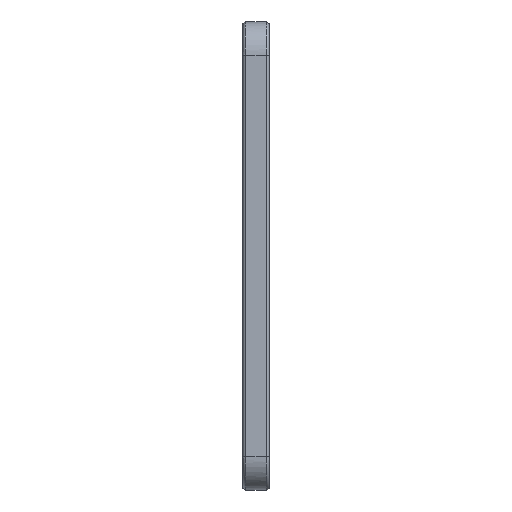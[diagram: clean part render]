
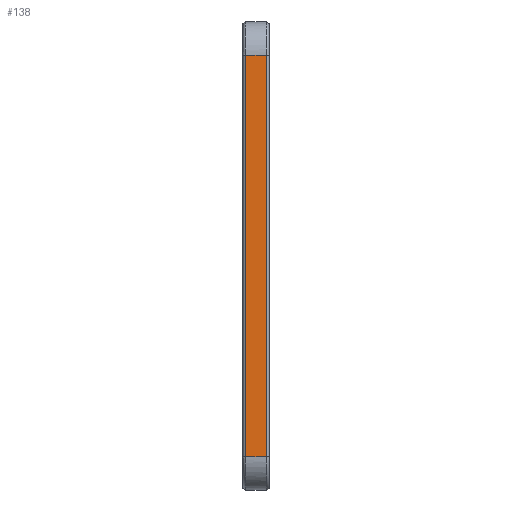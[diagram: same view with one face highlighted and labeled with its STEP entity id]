
A CAD part, left-side view. The second image highlights one B-rep face of the part: STEP entity #138.
In plain terms, the highlighted free-form (B-spline) face has degree [1, 1] with [2, 2] control points.
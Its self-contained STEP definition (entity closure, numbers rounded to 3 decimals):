
#67 = CARTESIAN_POINT ( 'NONE',  ( 0., 3.5, -5. ) ) ;
#109 = CARTESIAN_POINT ( 'NONE',  ( 0., 0.5, -5. ) ) ;
#138 = ADVANCED_FACE ( 'NONE', ( #2604 ), #3057, .T. ) ;
#358 = B_SPLINE_CURVE_WITH_KNOTS ( 'NONE', 1,
 ( #4214, #67 ),
 .UNSPECIFIED., .F., .F.,
 ( 2, 2 ),
 ( -1.248, 4.743 ),
 .UNSPECIFIED. ) ;
#376 = VERTEX_POINT ( 'NONE', #463 ) ;
#446 = CARTESIAN_POINT ( 'NONE',  ( 0., 3.5, -5. ) ) ;
#463 = CARTESIAN_POINT ( 'NONE',  ( 0., 0.5, -64.9 ) ) ;
#523 = CARTESIAN_POINT ( 'NONE',  ( 0., 0.49, -4.99 ) ) ;
#742 = ORIENTED_EDGE ( 'NONE', *, *, #5441, .F. ) ;
#913 = CARTESIAN_POINT ( 'NONE',  ( 0., 0.5, -64.9 ) ) ;
#1014 = CARTESIAN_POINT ( 'NONE',  ( 0., 3.5, -5. ) ) ;
#1457 = CARTESIAN_POINT ( 'NONE',  ( 0., 3.5, -64.9 ) ) ;
#1728 = CARTESIAN_POINT ( 'NONE',  ( 0., 3.51, -64.91 ) ) ;
#1731 = ORIENTED_EDGE ( 'NONE', *, *, #1761, .F. ) ;
#1761 = EDGE_CURVE ( 'NONE', #4648, #376, #2602, .T. ) ;
#2602 = B_SPLINE_CURVE_WITH_KNOTS ( 'NONE', 1,
 ( #3009, #4696 ),
 .UNSPECIFIED., .F., .F.,
 ( 2, 2 ),
 ( -4.742, 1.248 ),
 .UNSPECIFIED. ) ;
#2604 = FACE_OUTER_BOUND ( 'NONE', #4278, .T. ) ;
#2812 = EDGE_CURVE ( 'NONE', #4930, #4920, #358, .T. ) ;
#2937 = ORIENTED_EDGE ( 'NONE', *, *, #3563, .F. ) ;
#2983 = CARTESIAN_POINT ( 'NONE',  ( 0., 3.5, -64.9 ) ) ;
#3009 = CARTESIAN_POINT ( 'NONE',  ( 0., 0.5, -5. ) ) ;
#3057 = B_SPLINE_SURFACE_WITH_KNOTS ( 'NONE', 1, 1, ( 
 ( #3770, #1728 ),
 ( #523, #4637 ) ),
 .UNSPECIFIED., .F., .F., .F.,
 ( 2, 2 ),
 ( 2, 2 ),
 ( 0.499, 6.491 ),
 ( 0.049, 0.351 ),
 .UNSPECIFIED. ) ;
#3352 = CARTESIAN_POINT ( 'NONE',  ( 0., 0.5, -5. ) ) ;
#3386 = ORIENTED_EDGE ( 'NONE', *, *, #2812, .F. ) ;
#3473 = B_SPLINE_CURVE_WITH_KNOTS ( 'NONE', 1,
 ( #446, #3352 ),
 .UNSPECIFIED., .F., .F.,
 ( 2, 2 ),
 ( -0.35, -0.05 ),
 .UNSPECIFIED. ) ;
#3563 = EDGE_CURVE ( 'NONE', #4920, #4648, #3473, .T. ) ;
#3770 = CARTESIAN_POINT ( 'NONE',  ( 0., 0.49, -64.91 ) ) ;
#4214 = CARTESIAN_POINT ( 'NONE',  ( 0., 3.5, -64.9 ) ) ;
#4278 = EDGE_LOOP ( 'NONE', ( #1731, #2937, #3386, #742 ) ) ;
#4637 = CARTESIAN_POINT ( 'NONE',  ( 0., 3.51, -4.99 ) ) ;
#4648 = VERTEX_POINT ( 'NONE', #109 ) ;
#4696 = CARTESIAN_POINT ( 'NONE',  ( 0., 0.5, -64.9 ) ) ;
#4779 = B_SPLINE_CURVE_WITH_KNOTS ( 'NONE', 1,
 ( #913, #2983 ),
 .UNSPECIFIED., .F., .F.,
 ( 2, 2 ),
 ( 0.05, 0.35 ),
 .UNSPECIFIED. ) ;
#4920 = VERTEX_POINT ( 'NONE', #1014 ) ;
#4930 = VERTEX_POINT ( 'NONE', #1457 ) ;
#5441 = EDGE_CURVE ( 'NONE', #376, #4930, #4779, .T. ) ;
